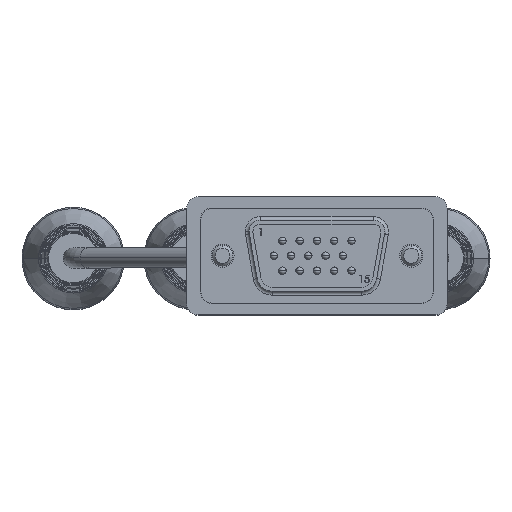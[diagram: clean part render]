
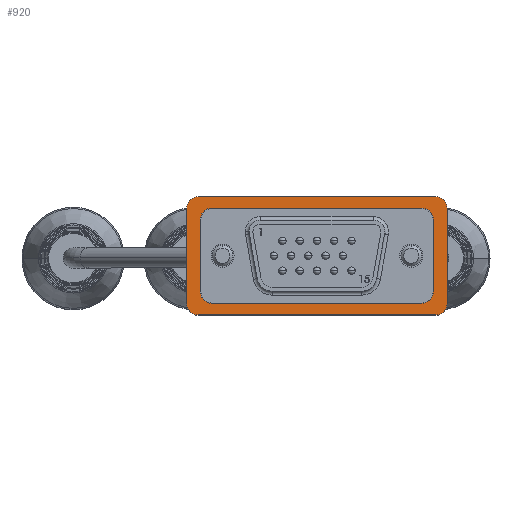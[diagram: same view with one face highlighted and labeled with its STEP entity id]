
A CAD part, top view. The second image highlights one B-rep face of the part: STEP entity #920.
In plain terms, the highlighted face is planar.
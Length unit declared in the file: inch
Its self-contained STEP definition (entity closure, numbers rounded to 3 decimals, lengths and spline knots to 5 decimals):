
#26 = VERTEX_POINT ( 'NONE', #5918 ) ;
#33 = VERTEX_POINT ( 'NONE', #5971 ) ;
#52 = VERTEX_POINT ( 'NONE', #6001 ) ;
#55 = VERTEX_POINT ( 'NONE', #5999 ) ;
#121 = EDGE_CURVE ( 'NONE', #52, #55, #6048, .T. ) ;
#279 = EDGE_CURVE ( 'NONE', #26, #33, #6303, .T. ) ;
#451 = EDGE_LOOP ( 'NONE', ( #871, #839, #810, #1040, #507, #980, #510, #931 ) ) ;
#500 = ORIENTED_EDGE ( 'NONE', *, *, #25003, .T. ) ;
#504 = ORIENTED_EDGE ( 'NONE', *, *, #121, .T. ) ;
#505 = VERTEX_POINT ( 'NONE', #6615 ) ;
#507 = ORIENTED_EDGE ( 'NONE', *, *, #995, .F. ) ;
#509 = VERTEX_POINT ( 'NONE', #6614 ) ;
#510 = ORIENTED_EDGE ( 'NONE', *, *, #951, .F. ) ;
#514 = EDGE_LOOP ( 'NONE', ( #520, #521, #522, #524, #500, #504, #1073, #1052 ) ) ;
#520 = ORIENTED_EDGE ( 'NONE', *, *, #14273, .F. ) ;
#521 = ORIENTED_EDGE ( 'NONE', *, *, #14523, .T. ) ;
#522 = ORIENTED_EDGE ( 'NONE', *, *, #625, .F. ) ;
#524 = ORIENTED_EDGE ( 'NONE', *, *, #279, .T. ) ;
#625 = EDGE_CURVE ( 'NONE', #26, #14597, #6776, .T. ) ;
#759 = VERTEX_POINT ( 'NONE', #6960 ) ;
#796 = VERTEX_POINT ( 'NONE', #7002 ) ;
#801 = EDGE_CURVE ( 'NONE', #759, #796, #7059, .T. ) ;
#810 = ORIENTED_EDGE ( 'NONE', *, *, #801, .F. ) ;
#827 = VERTEX_POINT ( 'NONE', #7075 ) ;
#835 = VERTEX_POINT ( 'NONE', #7074 ) ;
#839 = ORIENTED_EDGE ( 'NONE', *, *, #843, .F. ) ;
#843 = EDGE_CURVE ( 'NONE', #796, #827, #7066, .T. ) ;
#851 = EDGE_CURVE ( 'NONE', #827, #835, #7117, .T. ) ;
#871 = ORIENTED_EDGE ( 'NONE', *, *, #851, .F. ) ;
#920 = ADVANCED_FACE ( 'NONE', ( #7213, #7212 ), #7211, .F. ) ;
#930 = EDGE_CURVE ( 'NONE', #835, #948, #7259, .T. ) ;
#931 = ORIENTED_EDGE ( 'NONE', *, *, #930, .F. ) ;
#948 = VERTEX_POINT ( 'NONE', #7290 ) ;
#951 = EDGE_CURVE ( 'NONE', #948, #509, #7289, .T. ) ;
#962 = VERTEX_POINT ( 'NONE', #7279 ) ;
#980 = ORIENTED_EDGE ( 'NONE', *, *, #993, .F. ) ;
#993 = EDGE_CURVE ( 'NONE', #509, #962, #7310, .T. ) ;
#995 = EDGE_CURVE ( 'NONE', #962, #505, #7305, .T. ) ;
#1040 = ORIENTED_EDGE ( 'NONE', *, *, #1049, .F. ) ;
#1049 = EDGE_CURVE ( 'NONE', #505, #759, #7359, .T. ) ;
#1052 = ORIENTED_EDGE ( 'NONE', *, *, #13896, .T. ) ;
#1073 = ORIENTED_EDGE ( 'NONE', *, *, #25336, .T. ) ;
#5918 = CARTESIAN_POINT ( 'NONE',  ( 0.6185, 0.3085, -0.6975 ) ) ;
#5971 = CARTESIAN_POINT ( 'NONE',  ( 0.6785, 0.2485, -0.6975 ) ) ;
#5999 = CARTESIAN_POINT ( 'NONE',  ( 0.6185, -0.3085, -0.6975 ) ) ;
#6001 = CARTESIAN_POINT ( 'NONE',  ( 0.6785, -0.2485, -0.6975 ) ) ;
#6044 = DIRECTION ( 'NONE',  ( 1., 0., 0. ) ) ;
#6045 = DIRECTION ( 'NONE',  ( 0., 0., -1. ) ) ;
#6046 = CARTESIAN_POINT ( 'NONE',  ( 0.6185, -0.2485, -0.6975 ) ) ;
#6047 = AXIS2_PLACEMENT_3D ( 'NONE', #6046, #6045, #6044 ) ;
#6048 = CIRCLE ( 'NONE', #6047, 0.06 ) ;
#6299 = DIRECTION ( 'NONE',  ( 1., 0., 0. ) ) ;
#6300 = DIRECTION ( 'NONE',  ( 0., 0., -1. ) ) ;
#6301 = CARTESIAN_POINT ( 'NONE',  ( 0.6185, 0.2485, -0.6975 ) ) ;
#6302 = AXIS2_PLACEMENT_3D ( 'NONE', #6301, #6300, #6299 ) ;
#6303 = CIRCLE ( 'NONE', #6302, 0.06 ) ;
#6614 = CARTESIAN_POINT ( 'NONE',  ( -0.5475, -0.248, -0.6975 ) ) ;
#6615 = CARTESIAN_POINT ( 'NONE',  ( -0.6075, 0.188, -0.6975 ) ) ;
#6773 = DIRECTION ( 'NONE',  ( -1., 0., 0. ) ) ;
#6774 = VECTOR ( 'NONE', #6773, 39.37008 ) ;
#6775 = CARTESIAN_POINT ( 'NONE',  ( -0.6785, 0.3085, -0.6975 ) ) ;
#6776 = LINE ( 'NONE', #6775, #6774 ) ;
#6960 = CARTESIAN_POINT ( 'NONE',  ( -0.5475, 0.248, -0.6975 ) ) ;
#7002 = CARTESIAN_POINT ( 'NONE',  ( 0.5475, 0.248, -0.6975 ) ) ;
#7056 = DIRECTION ( 'NONE',  ( 1., 0., 0. ) ) ;
#7057 = VECTOR ( 'NONE', #7056, 39.37008 ) ;
#7058 = CARTESIAN_POINT ( 'NONE',  ( 0.5475, 0.248, -0.6975 ) ) ;
#7059 = LINE ( 'NONE', #7058, #7057 ) ;
#7064 = CARTESIAN_POINT ( 'NONE',  ( 0.5475, 0.188, -0.6975 ) ) ;
#7065 = AXIS2_PLACEMENT_3D ( 'NONE', #7064, #7131, #7130 ) ;
#7066 = CIRCLE ( 'NONE', #7065, 0.06 ) ;
#7074 = CARTESIAN_POINT ( 'NONE',  ( 0.6075, -0.188, -0.6975 ) ) ;
#7075 = CARTESIAN_POINT ( 'NONE',  ( 0.6075, 0.188, -0.6975 ) ) ;
#7109 = DIRECTION ( 'NONE',  ( 0., -1., 0. ) ) ;
#7110 = VECTOR ( 'NONE', #7109, 39.37008 ) ;
#7111 = CARTESIAN_POINT ( 'NONE',  ( 0.6075, 0.188, -0.6975 ) ) ;
#7117 = LINE ( 'NONE', #7111, #7110 ) ;
#7130 = DIRECTION ( 'NONE',  ( 1., 0., 0. ) ) ;
#7131 = DIRECTION ( 'NONE',  ( 0., 0., -1. ) ) ;
#7207 = DIRECTION ( 'NONE',  ( 1., 0., 0. ) ) ;
#7208 = DIRECTION ( 'NONE',  ( 0., 0., 1. ) ) ;
#7209 = CARTESIAN_POINT ( 'NONE',  ( -0.6785, 0.3085, -0.6975 ) ) ;
#7210 = AXIS2_PLACEMENT_3D ( 'NONE', #7209, #7208, #7207 ) ;
#7211 = PLANE ( 'NONE',  #7210 ) ;
#7212 = FACE_OUTER_BOUND ( 'NONE', #514, .T. ) ;
#7213 = FACE_BOUND ( 'NONE', #451, .T. ) ;
#7255 = DIRECTION ( 'NONE',  ( 1., 0., 0. ) ) ;
#7256 = DIRECTION ( 'NONE',  ( 0., 0., -1. ) ) ;
#7257 = CARTESIAN_POINT ( 'NONE',  ( 0.5475, -0.188, -0.6975 ) ) ;
#7258 = AXIS2_PLACEMENT_3D ( 'NONE', #7257, #7256, #7255 ) ;
#7259 = CIRCLE ( 'NONE', #7258, 0.06 ) ;
#7279 = CARTESIAN_POINT ( 'NONE',  ( -0.6075, -0.188, -0.6975 ) ) ;
#7286 = DIRECTION ( 'NONE',  ( -1., 0., 0. ) ) ;
#7287 = VECTOR ( 'NONE', #7286, 39.37008 ) ;
#7288 = CARTESIAN_POINT ( 'NONE',  ( 0.5475, -0.248, -0.6975 ) ) ;
#7289 = LINE ( 'NONE', #7288, #7287 ) ;
#7290 = CARTESIAN_POINT ( 'NONE',  ( 0.5475, -0.248, -0.6975 ) ) ;
#7302 = DIRECTION ( 'NONE',  ( 0., 1., 0. ) ) ;
#7303 = VECTOR ( 'NONE', #7302, 39.37008 ) ;
#7304 = CARTESIAN_POINT ( 'NONE',  ( -0.6075, 0.188, -0.6975 ) ) ;
#7305 = LINE ( 'NONE', #7304, #7303 ) ;
#7306 = DIRECTION ( 'NONE',  ( 1., 0., 0. ) ) ;
#7307 = DIRECTION ( 'NONE',  ( 0., 0., -1. ) ) ;
#7308 = CARTESIAN_POINT ( 'NONE',  ( -0.5475, -0.188, -0.6975 ) ) ;
#7309 = AXIS2_PLACEMENT_3D ( 'NONE', #7308, #7307, #7306 ) ;
#7310 = CIRCLE ( 'NONE', #7309, 0.06 ) ;
#7358 = AXIS2_PLACEMENT_3D ( 'NONE', #7418, #7417, #7416 ) ;
#7359 = CIRCLE ( 'NONE', #7358, 0.06 ) ;
#7416 = DIRECTION ( 'NONE',  ( -1., 0., 0. ) ) ;
#7417 = DIRECTION ( 'NONE',  ( 0., 0., -1. ) ) ;
#7418 = CARTESIAN_POINT ( 'NONE',  ( -0.5475, 0.188, -0.6975 ) ) ;
#13883 = VERTEX_POINT ( 'NONE', #18575 ) ;
#13896 = EDGE_CURVE ( 'NONE', #13899, #13883, #18570, .T. ) ;
#13899 = VERTEX_POINT ( 'NONE', #18565 ) ;
#13996 = VERTEX_POINT ( 'NONE', #18610 ) ;
#14273 = EDGE_CURVE ( 'NONE', #13996, #13883, #18650, .T. ) ;
#14523 = EDGE_CURVE ( 'NONE', #13996, #14597, #18676, .T. ) ;
#14597 = VERTEX_POINT ( 'NONE', #18665 ) ;
#18565 = CARTESIAN_POINT ( 'NONE',  ( -0.6185, -0.3085, -0.6975 ) ) ;
#18566 = DIRECTION ( 'NONE',  ( 1., 0., 0. ) ) ;
#18567 = DIRECTION ( 'NONE',  ( 0., 0., -1. ) ) ;
#18568 = CARTESIAN_POINT ( 'NONE',  ( -0.6185, -0.2485, -0.6975 ) ) ;
#18569 = AXIS2_PLACEMENT_3D ( 'NONE', #18568, #18567, #18566 ) ;
#18570 = CIRCLE ( 'NONE', #18569, 0.06 ) ;
#18575 = CARTESIAN_POINT ( 'NONE',  ( -0.6785, -0.2485, -0.6975 ) ) ;
#18610 = CARTESIAN_POINT ( 'NONE',  ( -0.6785, 0.2485, -0.6975 ) ) ;
#18647 = DIRECTION ( 'NONE',  ( 0., -1., 0. ) ) ;
#18648 = VECTOR ( 'NONE', #18647, 39.37008 ) ;
#18649 = CARTESIAN_POINT ( 'NONE',  ( -0.6785, 0.3085, -0.6975 ) ) ;
#18650 = LINE ( 'NONE', #18649, #18648 ) ;
#18665 = CARTESIAN_POINT ( 'NONE',  ( -0.6185, 0.3085, -0.6975 ) ) ;
#18672 = DIRECTION ( 'NONE',  ( 1., 0., 0. ) ) ;
#18673 = DIRECTION ( 'NONE',  ( 0., 0., -1. ) ) ;
#18674 = CARTESIAN_POINT ( 'NONE',  ( -0.6185, 0.2485, -0.6975 ) ) ;
#18675 = AXIS2_PLACEMENT_3D ( 'NONE', #18674, #18673, #18672 ) ;
#18676 = CIRCLE ( 'NONE', #18675, 0.06 ) ;
#21187 = DIRECTION ( 'NONE',  ( 0., -1., 0. ) ) ;
#21188 = VECTOR ( 'NONE', #21187, 39.37008 ) ;
#21189 = CARTESIAN_POINT ( 'NONE',  ( 0.6785, 0.3085, -0.6975 ) ) ;
#21190 = LINE ( 'NONE', #21189, #21188 ) ;
#21729 = DIRECTION ( 'NONE',  ( -1., 0., 0. ) ) ;
#21730 = VECTOR ( 'NONE', #21729, 39.37008 ) ;
#21731 = CARTESIAN_POINT ( 'NONE',  ( -0.6785, -0.3085, -0.6975 ) ) ;
#21732 = LINE ( 'NONE', #21731, #21730 ) ;
#25003 = EDGE_CURVE ( 'NONE', #33, #52, #21190, .T. ) ;
#25336 = EDGE_CURVE ( 'NONE', #55, #13899, #21732, .T. ) ;
